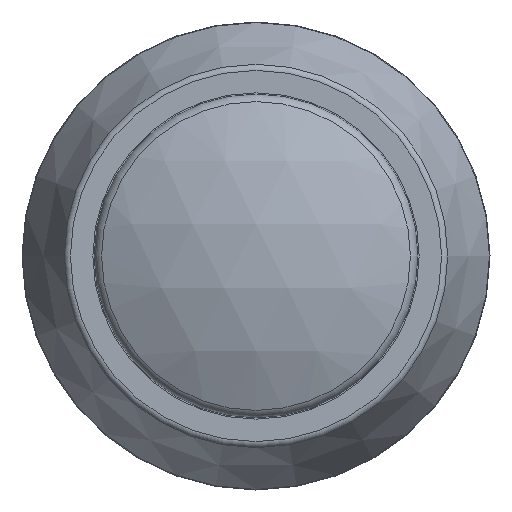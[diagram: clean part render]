
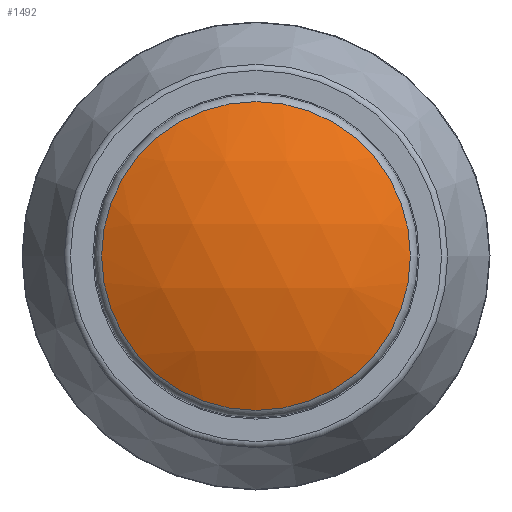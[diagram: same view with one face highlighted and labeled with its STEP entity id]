
A CAD part, front view. The second image highlights one B-rep face of the part: STEP entity #1492.
In plain terms, the highlighted spherical face has radius 12.951 mm.
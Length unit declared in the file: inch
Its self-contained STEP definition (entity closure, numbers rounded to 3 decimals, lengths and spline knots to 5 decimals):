
#1452=CARTESIAN_POINT('',(0.22728,-0.23001,0.));
#1453=VERTEX_POINT('',#1452);
#1454=CARTESIAN_POINT('',(0.,-0.23001,0.));
#1455=DIRECTION('',(0.0,1.0,0.0));
#1456=DIRECTION('',(-1.0,0.0,0.0));
#1457=AXIS2_PLACEMENT_3D('',#1454,#1455,#1456);
#1458=CIRCLE('',#1457,0.22728);
#1459=EDGE_CURVE('',#1453,#1453,#1458,.T.);
#1484=CARTESIAN_POINT('',(0.,0.22641,0.));
#1485=DIRECTION('',(0.0,0.0,1.0));
#1486=DIRECTION('',(1.0,0.0,0.0));
#1487=AXIS2_PLACEMENT_3D('',#1484,#1485,#1486);
#1488=SPHERICAL_SURFACE('',#1487,0.50988);
#1489=ORIENTED_EDGE('',*,*,#1459,.F.);
#1490=EDGE_LOOP('',(#1489));
#1491=FACE_OUTER_BOUND('',#1490,.T.);
#1492=ADVANCED_FACE('',(#1491),#1488,.T.);
